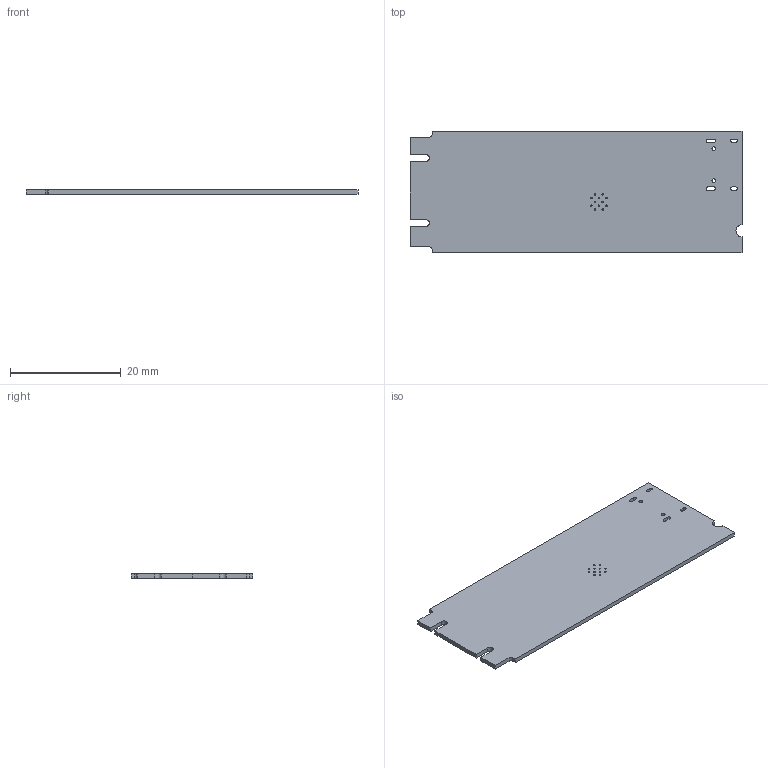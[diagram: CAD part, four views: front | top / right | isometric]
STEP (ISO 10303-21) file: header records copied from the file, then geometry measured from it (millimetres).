
FILE_DESCRIPTION(('KiCad electronic assembly'),'2;1');
FILE_NAME('Hypersonic_pcb.step','2024-05-09T11:24:13',('Pcbnew'),( 'Kicad'),'Open CASCADE STEP processor 7.7','KiCad to STEP converter' ,'Unknown');
FILE_SCHEMA(('AUTOMOTIVE_DESIGN { 1 0 10303 214 1 1 1 1 }'));
Length unit declared in the file: millimetre
Products named in the file (2): Hypersonic_pcb 1; Hypersonic_pcb_PCB
Assembly tree (1 placements, depth 2):
  Hypersonic_pcb 1
    Hypersonic_pcb_PCB
Bounding box: 60 x 22 x 0.8 mm (x, y, z)
Volume: 1037.5 mm3; surface area: 2759.7 mm2
Topology: 1 solids, 1 shells, 53 faces, 153 edges, 102 vertices
Faces by surface type: cylinder 27, plane 26
Full cylindrical faces by diameter (mm): 0.3 x12, 0.65 x2
Entity records: 1870 total; most frequent: DIRECTION 317, CARTESIAN_POINT 310, ORIENTED_EDGE 306, EDGE_CURVE 153, AXIS2_PLACEMENT_3D 109, VERTEX_POINT 102, LINE 99, VECTOR 99
